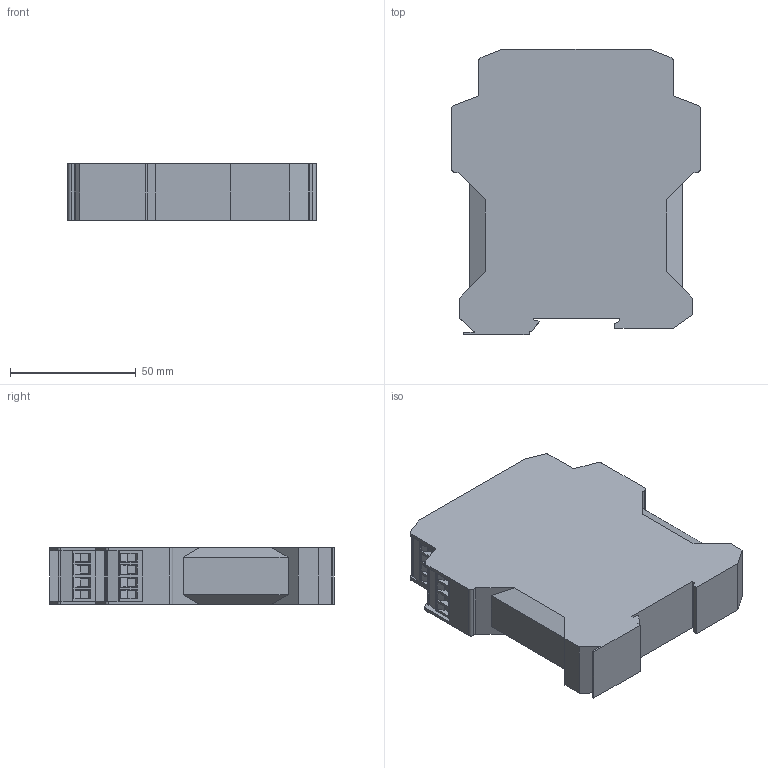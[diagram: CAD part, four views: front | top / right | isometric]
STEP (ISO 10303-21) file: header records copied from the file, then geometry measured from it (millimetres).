
FILE_DESCRIPTION(('SolidDesigner STEP Export'),'2;1');
FILE_NAME('2963802_PSR_SCP_24UC_ESA2_4x1_1x2_B-select.stp','2011-07-29T 9:10:41',(''),(''),'CoCreate Modeling STEP processor for AP214 (Solid Model)','CoCreate Modeling 16.00A 16-Aug-2008 (C) Parametric Technology GmbH','');
FILE_SCHEMA(('AUTOMOTIVE_DESIGN { 1 0 10303 214 1 1 1 1 }'));
Length unit declared in the file: millimetre
Products named in the file (2): 2963802_PSR_SCP_24UC_ESA2_4x1_1x2_B-select
Assembly tree (1 placements, depth 2):
  2963802_PSR_SCP_24UC_ESA2_4x1_1x2_B-select
    2963802_PSR_SCP_24UC_ESA2_4x1_1x2_B-select
Bounding box: 99 x 113.5 x 22.6 mm (x, y, z)
Volume: 213227.4 mm3; surface area: 30680.9 mm2
Topology: 1 solids, 1 shells, 371 faces, 938 edges, 620 vertices
Faces by surface type: plane 315, cylinder 56
Entity records: 13570 total; most frequent: ORIENTED_EDGE 1876, CARTESIAN_POINT 1860, DIRECTION 1658, EDGE_CURVE 938, VECTOR 822, LINE 822, VERTEX_POINT 620, EDGE_LOOP 422
